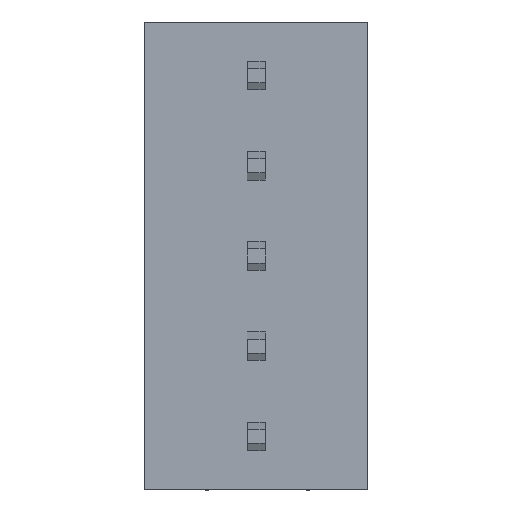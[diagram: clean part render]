
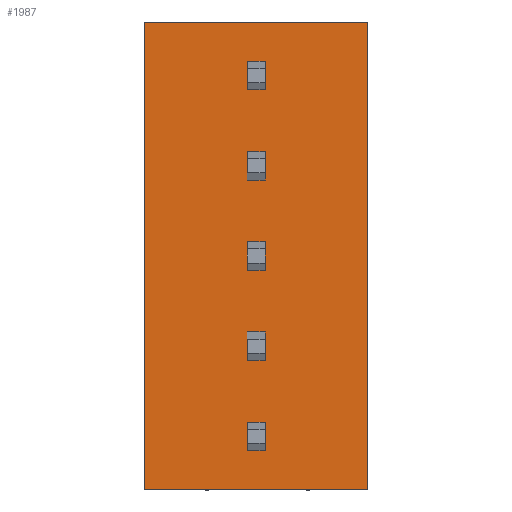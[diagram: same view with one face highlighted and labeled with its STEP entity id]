
A CAD part, front view. The second image highlights one B-rep face of the part: STEP entity #1987.
In plain terms, the highlighted planar face has unit normal (0, -1, 0).
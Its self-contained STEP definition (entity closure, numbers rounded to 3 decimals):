
#43=FACE_BOUND('',#264,.T.);
#44=FACE_BOUND('',#265,.T.);
#45=FACE_BOUND('',#266,.T.);
#46=FACE_BOUND('',#267,.T.);
#47=FACE_BOUND('',#268,.T.);
#141=FACE_OUTER_BOUND('',#263,.T.);
#263=EDGE_LOOP('',(#1393,#1394,#1395,#1396));
#264=EDGE_LOOP('',(#1397,#1398,#1399,#1400));
#265=EDGE_LOOP('',(#1401,#1402,#1403,#1404));
#266=EDGE_LOOP('',(#1405,#1406,#1407,#1408));
#267=EDGE_LOOP('',(#1409,#1410,#1411,#1412));
#268=EDGE_LOOP('',(#1413,#1414,#1415,#1416));
#405=LINE('',#2818,#659);
#426=LINE('',#2860,#680);
#427=LINE('',#2861,#681);
#428=LINE('',#2862,#682);
#429=LINE('',#2865,#683);
#430=LINE('',#2867,#684);
#431=LINE('',#2869,#685);
#432=LINE('',#2870,#686);
#433=LINE('',#2873,#687);
#434=LINE('',#2875,#688);
#435=LINE('',#2877,#689);
#436=LINE('',#2878,#690);
#437=LINE('',#2881,#691);
#438=LINE('',#2883,#692);
#439=LINE('',#2885,#693);
#440=LINE('',#2886,#694);
#441=LINE('',#2889,#695);
#442=LINE('',#2891,#696);
#443=LINE('',#2893,#697);
#444=LINE('',#2894,#698);
#445=LINE('',#2897,#699);
#446=LINE('',#2899,#700);
#447=LINE('',#2901,#701);
#448=LINE('',#2902,#702);
#659=VECTOR('',#2290,13.18);
#680=VECTOR('',#2313,13.18);
#681=VECTOR('',#2314,6.3);
#682=VECTOR('',#2315,6.3);
#683=VECTOR('',#2316,0.5);
#684=VECTOR('',#2317,0.8);
#685=VECTOR('',#2318,0.5);
#686=VECTOR('',#2319,0.8);
#687=VECTOR('',#2320,0.5);
#688=VECTOR('',#2321,0.8);
#689=VECTOR('',#2322,0.5);
#690=VECTOR('',#2323,0.8);
#691=VECTOR('',#2324,0.5);
#692=VECTOR('',#2325,0.8);
#693=VECTOR('',#2326,0.5);
#694=VECTOR('',#2327,0.8);
#695=VECTOR('',#2328,0.5);
#696=VECTOR('',#2329,0.8);
#697=VECTOR('',#2330,0.5);
#698=VECTOR('',#2331,0.8);
#699=VECTOR('',#2332,0.5);
#700=VECTOR('',#2333,0.8);
#701=VECTOR('',#2334,0.5);
#702=VECTOR('',#2335,0.8);
#903=VERTEX_POINT('',#2816);
#904=VERTEX_POINT('',#2817);
#923=VERTEX_POINT('',#2858);
#924=VERTEX_POINT('',#2859);
#925=VERTEX_POINT('',#2863);
#926=VERTEX_POINT('',#2864);
#927=VERTEX_POINT('',#2866);
#928=VERTEX_POINT('',#2868);
#929=VERTEX_POINT('',#2871);
#930=VERTEX_POINT('',#2872);
#931=VERTEX_POINT('',#2874);
#932=VERTEX_POINT('',#2876);
#933=VERTEX_POINT('',#2879);
#934=VERTEX_POINT('',#2880);
#935=VERTEX_POINT('',#2882);
#936=VERTEX_POINT('',#2884);
#937=VERTEX_POINT('',#2887);
#938=VERTEX_POINT('',#2888);
#939=VERTEX_POINT('',#2890);
#940=VERTEX_POINT('',#2892);
#941=VERTEX_POINT('',#2895);
#942=VERTEX_POINT('',#2896);
#943=VERTEX_POINT('',#2898);
#944=VERTEX_POINT('',#2900);
#1083=EDGE_CURVE('',#903,#904,#405,.T.);
#1104=EDGE_CURVE('',#923,#924,#426,.T.);
#1105=EDGE_CURVE('',#903,#923,#427,.T.);
#1106=EDGE_CURVE('',#924,#904,#428,.T.);
#1107=EDGE_CURVE('',#925,#926,#429,.T.);
#1108=EDGE_CURVE('',#927,#925,#430,.T.);
#1109=EDGE_CURVE('',#928,#927,#431,.T.);
#1110=EDGE_CURVE('',#926,#928,#432,.T.);
#1111=EDGE_CURVE('',#929,#930,#433,.T.);
#1112=EDGE_CURVE('',#931,#929,#434,.T.);
#1113=EDGE_CURVE('',#932,#931,#435,.T.);
#1114=EDGE_CURVE('',#930,#932,#436,.T.);
#1115=EDGE_CURVE('',#933,#934,#437,.T.);
#1116=EDGE_CURVE('',#935,#933,#438,.T.);
#1117=EDGE_CURVE('',#936,#935,#439,.T.);
#1118=EDGE_CURVE('',#934,#936,#440,.T.);
#1119=EDGE_CURVE('',#937,#938,#441,.T.);
#1120=EDGE_CURVE('',#939,#938,#442,.T.);
#1121=EDGE_CURVE('',#939,#940,#443,.T.);
#1122=EDGE_CURVE('',#940,#937,#444,.T.);
#1123=EDGE_CURVE('',#941,#942,#445,.T.);
#1124=EDGE_CURVE('',#942,#943,#446,.T.);
#1125=EDGE_CURVE('',#943,#944,#447,.T.);
#1126=EDGE_CURVE('',#941,#944,#448,.T.);
#1393=ORIENTED_EDGE('',*,*,#1104,.F.);
#1394=ORIENTED_EDGE('',*,*,#1105,.F.);
#1395=ORIENTED_EDGE('',*,*,#1083,.T.);
#1396=ORIENTED_EDGE('',*,*,#1106,.F.);
#1397=ORIENTED_EDGE('',*,*,#1107,.F.);
#1398=ORIENTED_EDGE('',*,*,#1108,.F.);
#1399=ORIENTED_EDGE('',*,*,#1109,.F.);
#1400=ORIENTED_EDGE('',*,*,#1110,.F.);
#1401=ORIENTED_EDGE('',*,*,#1111,.F.);
#1402=ORIENTED_EDGE('',*,*,#1112,.F.);
#1403=ORIENTED_EDGE('',*,*,#1113,.F.);
#1404=ORIENTED_EDGE('',*,*,#1114,.F.);
#1405=ORIENTED_EDGE('',*,*,#1115,.F.);
#1406=ORIENTED_EDGE('',*,*,#1116,.F.);
#1407=ORIENTED_EDGE('',*,*,#1117,.F.);
#1408=ORIENTED_EDGE('',*,*,#1118,.F.);
#1409=ORIENTED_EDGE('',*,*,#1119,.T.);
#1410=ORIENTED_EDGE('',*,*,#1120,.F.);
#1411=ORIENTED_EDGE('',*,*,#1121,.T.);
#1412=ORIENTED_EDGE('',*,*,#1122,.T.);
#1413=ORIENTED_EDGE('',*,*,#1123,.T.);
#1414=ORIENTED_EDGE('',*,*,#1124,.T.);
#1415=ORIENTED_EDGE('',*,*,#1125,.T.);
#1416=ORIENTED_EDGE('',*,*,#1126,.F.);
#1878=PLANE('',#2118);
#1987=ADVANCED_FACE('',(#141,#43,#44,#45,#46,#47),#1878,.T.);
#2118=AXIS2_PLACEMENT_3D('',#2857,#2311,#2312);
#2290=DIRECTION('',(0.,0.,-1.));
#2311=DIRECTION('center_axis',(0.,-1.,0.));
#2312=DIRECTION('ref_axis',(0.,0.,-1.));
#2313=DIRECTION('',(0.,0.,-1.));
#2314=DIRECTION('',(1.,0.,0.));
#2315=DIRECTION('',(-1.,0.,0.));
#2316=DIRECTION('',(1.,0.,0.));
#2317=DIRECTION('',(0.,0.,-1.));
#2318=DIRECTION('',(-1.,0.,0.));
#2319=DIRECTION('',(0.,0.,1.));
#2320=DIRECTION('',(1.,0.,0.));
#2321=DIRECTION('',(0.,0.,-1.));
#2322=DIRECTION('',(-1.,0.,0.));
#2323=DIRECTION('',(0.,0.,1.));
#2324=DIRECTION('',(1.,0.,0.));
#2325=DIRECTION('',(0.,0.,-1.));
#2326=DIRECTION('',(-1.,0.,0.));
#2327=DIRECTION('',(0.,0.,1.));
#2328=DIRECTION('',(-1.,0.,0.));
#2329=DIRECTION('',(0.,0.,-1.));
#2330=DIRECTION('',(1.,0.,0.));
#2331=DIRECTION('',(0.,0.,-1.));
#2332=DIRECTION('',(1.,0.,0.));
#2333=DIRECTION('',(0.,0.,-1.));
#2334=DIRECTION('',(-1.,0.,0.));
#2335=DIRECTION('',(0.,0.,-1.));
#2816=CARTESIAN_POINT('',(0.04,-0.05,4.05));
#2817=CARTESIAN_POINT('',(0.04,-0.05,-9.13));
#2818=CARTESIAN_POINT('',(0.04,-0.05,4.05));
#2857=CARTESIAN_POINT('Origin',(0.04,-0.05,-31.51));
#2858=CARTESIAN_POINT('',(6.34,-0.05,4.05));
#2859=CARTESIAN_POINT('',(6.34,-0.05,-9.13));
#2860=CARTESIAN_POINT('',(6.34,-0.05,4.05));
#2861=CARTESIAN_POINT('',(0.04,-0.05,4.05));
#2862=CARTESIAN_POINT('',(6.34,-0.05,-9.13));
#2863=CARTESIAN_POINT('',(2.95,-0.05,-8.02));
#2864=CARTESIAN_POINT('',(3.45,-0.05,-8.02));
#2865=CARTESIAN_POINT('',(2.95,-0.05,-8.02));
#2866=CARTESIAN_POINT('',(2.95,-0.05,-7.22));
#2867=CARTESIAN_POINT('',(2.95,-0.05,-7.22));
#2868=CARTESIAN_POINT('',(3.45,-0.05,-7.22));
#2869=CARTESIAN_POINT('',(3.45,-0.05,-7.22));
#2870=CARTESIAN_POINT('',(3.45,-0.05,-8.02));
#2871=CARTESIAN_POINT('',(2.95,-0.05,-5.48));
#2872=CARTESIAN_POINT('',(3.45,-0.05,-5.48));
#2873=CARTESIAN_POINT('',(2.95,-0.05,-5.48));
#2874=CARTESIAN_POINT('',(2.95,-0.05,-4.68));
#2875=CARTESIAN_POINT('',(2.95,-0.05,-4.68));
#2876=CARTESIAN_POINT('',(3.45,-0.05,-4.68));
#2877=CARTESIAN_POINT('',(3.45,-0.05,-4.68));
#2878=CARTESIAN_POINT('',(3.45,-0.05,-5.48));
#2879=CARTESIAN_POINT('',(2.95,-0.05,-2.94));
#2880=CARTESIAN_POINT('',(3.45,-0.05,-2.94));
#2881=CARTESIAN_POINT('',(2.95,-0.05,-2.94));
#2882=CARTESIAN_POINT('',(2.95,-0.05,-2.14));
#2883=CARTESIAN_POINT('',(2.95,-0.05,-2.14));
#2884=CARTESIAN_POINT('',(3.45,-0.05,-2.14));
#2885=CARTESIAN_POINT('',(3.45,-0.05,-2.14));
#2886=CARTESIAN_POINT('',(3.45,-0.05,-2.94));
#2887=CARTESIAN_POINT('',(3.45,-0.05,-0.4));
#2888=CARTESIAN_POINT('',(2.95,-0.05,-0.4));
#2889=CARTESIAN_POINT('',(3.45,-0.05,-0.4));
#2890=CARTESIAN_POINT('',(2.95,-0.05,0.4));
#2891=CARTESIAN_POINT('',(2.95,-0.05,0.4));
#2892=CARTESIAN_POINT('',(3.45,-0.05,0.4));
#2893=CARTESIAN_POINT('',(2.95,-0.05,0.4));
#2894=CARTESIAN_POINT('',(3.45,-0.05,0.4));
#2895=CARTESIAN_POINT('',(2.95,-0.05,2.94));
#2896=CARTESIAN_POINT('',(3.45,-0.05,2.94));
#2897=CARTESIAN_POINT('',(2.95,-0.05,2.94));
#2898=CARTESIAN_POINT('',(3.45,-0.05,2.14));
#2899=CARTESIAN_POINT('',(3.45,-0.05,2.94));
#2900=CARTESIAN_POINT('',(2.95,-0.05,2.14));
#2901=CARTESIAN_POINT('',(3.45,-0.05,2.14));
#2902=CARTESIAN_POINT('',(2.95,-0.05,2.94));
